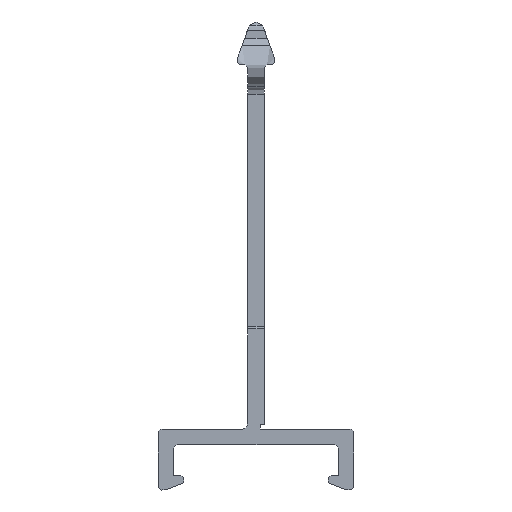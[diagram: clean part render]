
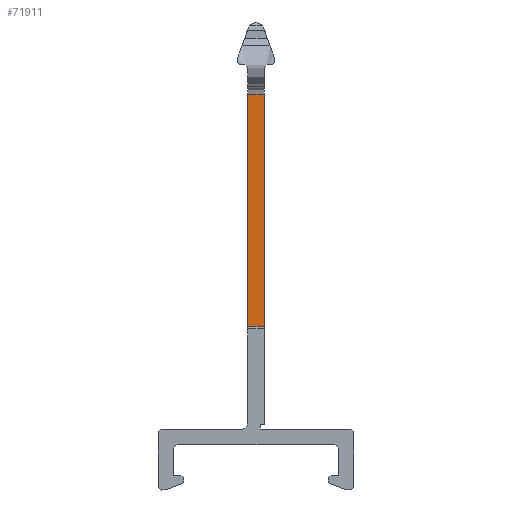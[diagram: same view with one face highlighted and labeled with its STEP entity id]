
A CAD part, left-side view. The second image highlights one B-rep face of the part: STEP entity #71911.
In plain terms, the highlighted planar face has unit normal (-1, 0, 0).
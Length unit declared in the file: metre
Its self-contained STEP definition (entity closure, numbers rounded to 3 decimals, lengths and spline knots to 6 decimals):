
#517 = DIRECTION ( 'NONE',  ( 0., 0., 1. ) ) ;
#3710 = VERTEX_POINT ( 'NONE', #51326 ) ;
#4114 = CARTESIAN_POINT ( 'NONE',  ( 0.156, -0.0325, 0.455 ) ) ;
#6027 = CARTESIAN_POINT ( 'NONE',  ( 0.156, 0.0325, 0.455 ) ) ;
#7974 = LINE ( 'NONE', #73070, #54612 ) ;
#10221 = EDGE_CURVE ( 'NONE', #84295, #31724, #58613, .T. ) ;
#10939 = ORIENTED_EDGE ( 'NONE', *, *, #30598, .F. ) ;
#16355 = DIRECTION ( 'NONE',  ( 0., 1., 0. ) ) ;
#23250 = FACE_OUTER_BOUND ( 'NONE', #40798, .T. ) ;
#24281 = DIRECTION ( 'NONE',  ( 1., 0., 0. ) ) ;
#26297 = VECTOR ( 'NONE', #54946, 39.370079 ) ;
#27069 = VECTOR ( 'NONE', #46860, 39.370079 ) ;
#30473 = LINE ( 'NONE', #62800, #27069 ) ;
#30598 = EDGE_CURVE ( 'NONE', #101890, #3710, #30473, .T. ) ;
#31724 = VERTEX_POINT ( 'NONE', #4114 ) ;
#32744 = CARTESIAN_POINT ( 'NONE',  ( 0.156, 1.624, 0.455 ) ) ;
#35424 = ORIENTED_EDGE ( 'NONE', *, *, #74766, .T. ) ;
#40798 = EDGE_LOOP ( 'NONE', ( #67076, #35424, #10939, #73690 ) ) ;
#42699 = DIRECTION ( 'NONE',  ( 0., -1., 0. ) ) ;
#46860 = DIRECTION ( 'NONE',  ( 0., -1., 0. ) ) ;
#48098 = PLANE ( 'NONE',  #52523 ) ;
#48504 = CARTESIAN_POINT ( 'NONE',  ( 0.156, 0.0325, 1.347 ) ) ;
#51326 = CARTESIAN_POINT ( 'NONE',  ( 0.156, -0.0325, 1.347 ) ) ;
#52523 = AXIS2_PLACEMENT_3D ( 'NONE', #32744, #24281, #16355 ) ;
#54612 = VECTOR ( 'NONE', #517, 39.370079 ) ;
#54946 = DIRECTION ( 'NONE',  ( 0., 0., 1. ) ) ;
#58095 = CARTESIAN_POINT ( 'NONE',  ( 0.156, 1.624, 0.455 ) ) ;
#58613 = LINE ( 'NONE', #58095, #73022 ) ;
#62800 = CARTESIAN_POINT ( 'NONE',  ( 0.156, 1.624, 1.347 ) ) ;
#63305 = EDGE_CURVE ( 'NONE', #84295, #101890, #69774, .T. ) ;
#63942 = CARTESIAN_POINT ( 'NONE',  ( 0.156, 0.0325, 0.08 ) ) ;
#67076 = ORIENTED_EDGE ( 'NONE', *, *, #10221, .T. ) ;
#69774 = LINE ( 'NONE', #63942, #26297 ) ;
#71911 = ADVANCED_FACE ( 'NONE', ( #23250 ), #48098, .F. ) ;
#73022 = VECTOR ( 'NONE', #42699, 39.370079 ) ;
#73070 = CARTESIAN_POINT ( 'NONE',  ( 0.156, -0.0325, 0.079 ) ) ;
#73690 = ORIENTED_EDGE ( 'NONE', *, *, #63305, .F. ) ;
#74766 = EDGE_CURVE ( 'NONE', #31724, #3710, #7974, .T. ) ;
#84295 = VERTEX_POINT ( 'NONE', #6027 ) ;
#101890 = VERTEX_POINT ( 'NONE', #48504 ) ;
